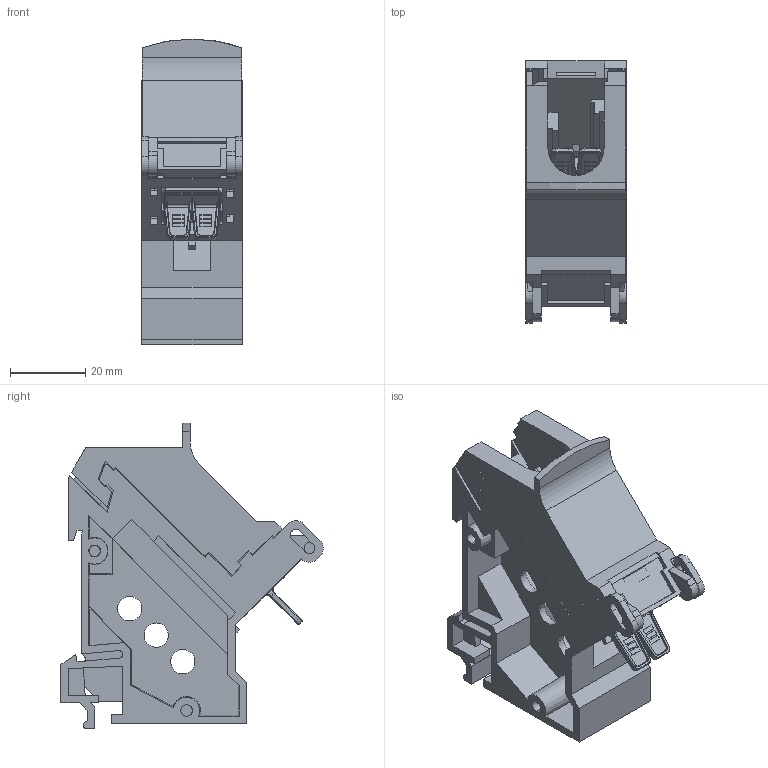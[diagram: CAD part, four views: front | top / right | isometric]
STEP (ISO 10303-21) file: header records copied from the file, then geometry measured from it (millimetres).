
FILE_DESCRIPTION(('Creo Elements/Direct Modeling STEP Export'),'2;1');
FILE_NAME('model.stp','2019-04-12T 2:17:41',(''),(''),'Creo Elements/Direct Modeling STEP processor for AP214 (Solid Model)','Creo Elements/Direct Modeling 20.1A 29-Sep-2018 (C) Parametric Technology GmbH','');
FILE_SCHEMA(('AUTOMOTIVE_DESIGN { 1 0 10303 214 1 1 1 1 }'));
Length unit declared in the file: millimetre
Products named in the file (7): GEHAEUSE; SCRJ-F-KU-POF_GES.0; SCRJ-Traegerplatte; SCRJ-F-KU-POF_GES.2.1.1; SCRJ-F-KU-POF_GES.; DECKEL-VS-PP; VS-PP-F-SCRJ
Assembly tree (9 placements, depth 3):
  VS-PP-F-SCRJ
    DECKEL-VS-PP
    SCRJ-F-KU-POF_GES.
      SCRJ-F-KU-POF_GES.2.1.1  x4
      SCRJ-Traegerplatte
      SCRJ-F-KU-POF_GES.0
    GEHAEUSE
Bounding box: 26.8 x 69.91 x 81.47 mm (x, y, z)
Volume: 35798.7 mm3; surface area: 35583.1 mm2
Topology: 8 solids, 8 shells, 1380 faces, 3698 edges, 2334 vertices
Faces by surface type: plane 897, cylinder 291, bspline 134, sphere 20, extrusion 16, cone 14, torus 8
Entity records: 43045 total; most frequent: CARTESIAN_POINT 11759, ORIENTED_EDGE 5308, DIRECTION 4234, EDGE_CURVE 2654, VECTOR 2128, LINE 2112, VERTEX_POINT 1731, AXIS2_PLACEMENT_3D 1053
